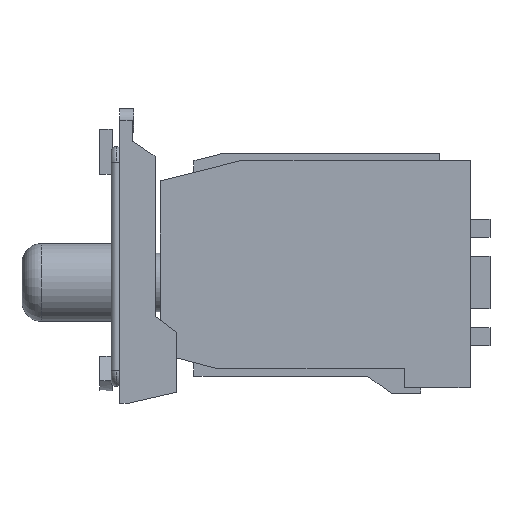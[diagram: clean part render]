
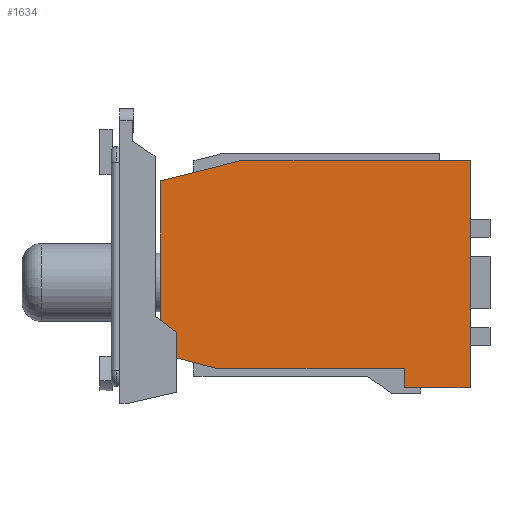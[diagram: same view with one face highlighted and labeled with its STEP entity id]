
A CAD part, front view. The second image highlights one B-rep face of the part: STEP entity #1634.
In plain terms, the highlighted planar face has unit normal (0, -1, 0).
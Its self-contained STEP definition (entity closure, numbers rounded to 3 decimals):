
#1032=CARTESIAN_POINT('POINT3799',(17.249,
   -14.776,17.195));
#1033=VERTEX_POINT('VERTEX3799',#1032);
#1040=CARTESIAN_POINT('POINT3800',(49.408,-14.776,
   17.195));
#1041=VERTEX_POINT('VERTEX3800',#1040);
#1042=CARTESIAN_POINT('POS6152',(17.249,-14.776,
   17.195));
#1043=DIRECTION('DIR8488',(1.,0.,
   0.));
#1044=VECTOR('VEC3816',#1043,25.4);
#1045=LINE('STRAIGHT3816',#1042,#1044);
#1046=EDGE_CURVE('EDGE5794',#1033,#1041,#1045,.T.);
#1109=CARTESIAN_POINT('POINT3804',(49.408,-14.776,
   -14.805));
#1110=VERTEX_POINT('VERTEX3804',#1109);
#1111=CARTESIAN_POINT('POS6157',(49.408,-14.776,
   17.195));
#1112=DIRECTION('DIR8494',(0.,0.
   ,-1.));
#1113=VECTOR('VEC3820',#1112,25.4);
#1114=LINE('STRAIGHT3820',#1111,#1113);
#1115=EDGE_CURVE('EDGE5799',#1041,#1110,#1114,.T.);
#1145=CARTESIAN_POINT('POINT3805',(40.127,
   -14.776,-14.805));
#1146=VERTEX_POINT('VERTEX3805',#1145);
#1147=CARTESIAN_POINT('POS6162',(49.408,-14.776,
   -14.805));
#1148=DIRECTION('DIR8500',(-1.,0.,
   0.));
#1149=VECTOR('VEC3824',#1148,25.4);
#1150=LINE('STRAIGHT3824',#1147,#1149);
#1151=EDGE_CURVE('EDGE5803',#1110,#1146,#1150,.T.);
#1181=CARTESIAN_POINT('POINT3808',(40.127,
   -14.776,-12.083));
#1182=VERTEX_POINT('VERTEX3808',#1181);
#1183=CARTESIAN_POINT('POS6166',(40.127,-14.776,
   -14.805));
#1184=DIRECTION('DIR8505',(0.,0.,
   1.));
#1185=VECTOR('VEC3827',#1184,25.4);
#1186=LINE('STRAIGHT3827',#1183,#1185);
#1187=EDGE_CURVE('EDGE5807',#1146,#1182,#1186,.T.);
#1355=CARTESIAN_POINT('POINT3823',(5.72,
   -14.776,14.322));
#1356=VERTEX_POINT('VERTEX3823',#1355);
#1363=CARTESIAN_POINT('POS6185',(5.72,-14.776,
   14.322));
#1364=DIRECTION('DIR8531',(0.97,0.,
   0.242));
#1365=VECTOR('VEC3839',#1364,25.4);
#1366=LINE('STRAIGHT3839',#1363,#1365);
#1367=EDGE_CURVE('EDGE5827',#1356,#1033,#1366,.T.);
#1387=CARTESIAN_POINT('POINT3825',(13.553,
   -14.776,-12.083));
#1388=VERTEX_POINT('VERTEX3825',#1387);
#1389=CARTESIAN_POINT('POS6188',(40.127,-14.776,
   -12.083));
#1390=DIRECTION('DIR8535',(-1.,0.,
   0.));
#1391=VECTOR('VEC3841',#1390,25.4);
#1392=LINE('STRAIGHT3841',#1389,#1391);
#1393=EDGE_CURVE('EDGE5829',#1182,#1388,#1392,.T.);
#1591=CARTESIAN_POINT('POINT3841',(8.,
   -14.776,-7.018));
#1592=VERTEX_POINT('VERTEX3841',#1591);
#1593=CARTESIAN_POINT('POINT3842',(8.,
   -14.776,-10.62));
#1594=VERTEX_POINT('VERTEX3842',#1593);
#1595=CARTESIAN_POINT('POS6207',(8.,-14.776,
   -2.672));
#1596=DIRECTION('DIR8558',(0.,0.
   ,-1.));
#1597=VECTOR('VEC3856',#1596,25.4);
#1598=LINE('STRAIGHT3856',#1595,#1597);
#1599=EDGE_CURVE('EDGE5851',#1592,#1594,#1598,.T.);
#1600=ORIENTED_EDGE('COEDGE11664',*,*,#1599,.T.);
#1601=CARTESIAN_POINT('POS6208',(13.553,-14.776,
   -12.083));
#1602=DIRECTION('DIR8559',(-0.967,0.
   ,0.255));
#1603=VECTOR('VEC3857',#1602,25.4);
#1604=LINE('STRAIGHT3857',#1601,#1603);
#1605=EDGE_CURVE('EDGE5852',#1388,#1594,#1604,.T.);
#1606=ORIENTED_EDGE('COEDGE11665',*,*,#1605,.F.);
#1607=ORIENTED_EDGE('COEDGE11666',*,*,#1393,.F.);
#1608=ORIENTED_EDGE('COEDGE11667',*,*,#1187,.F.);
#1609=ORIENTED_EDGE('COEDGE11668',*,*,#1151,.F.);
#1610=ORIENTED_EDGE('COEDGE11669',*,*,#1115,.F.);
#1611=ORIENTED_EDGE('COEDGE11670',*,*,#1046,.F.);
#1612=ORIENTED_EDGE('COEDGE11671',*,*,#1367,.F.);
#1613=CARTESIAN_POINT('POINT3843',(5.72,
   -14.776,-5.321));
#1614=VERTEX_POINT('VERTEX3843',#1613);
#1615=CARTESIAN_POINT('POS6209',(5.72,-14.776,
   -10.02));
#1616=DIRECTION('DIR8560',(0.,0.,
   1.));
#1617=VECTOR('VEC3858',#1616,25.4);
#1618=LINE('STRAIGHT3858',#1615,#1617);
#1619=EDGE_CURVE('EDGE5853',#1614,#1356,#1618,.T.);
#1620=ORIENTED_EDGE('COEDGE11672',*,*,#1619,.F.);
#1621=CARTESIAN_POINT('POS6210',(11.131,-14.776,
   -9.349));
#1622=DIRECTION('DIR8561',(0.802,0.,
   -0.597));
#1623=VECTOR('VEC3859',#1622,25.4);
#1624=LINE('STRAIGHT3859',#1621,#1623);
#1625=EDGE_CURVE('EDGE5854',#1614,#1592,#1624,.T.);
#1626=ORIENTED_EDGE('COEDGE11673',*,*,#1625,.T.);
#1627=EDGE_LOOP('NONE',(#1600,#1606,#1607,#1608,#1609,#1610,#1611,#1612,
   #1620,#1626));
#1628=FACE_BOUND('LOOP1',#1627,.T.);
#1629=CARTESIAN_POINT('POS6211',(28.863,-14.776,
   1.674));
#1630=DIRECTION('DIR8562',(0.,1.,
   0.));
#1631=DIRECTION('DIR8563',(1.,0.,
   0.));
#1632=AXIS2_PLACEMENT_3D('AXIS2352',#1629,#1630,#1631);
#1633=PLANE('PLANE1204',#1632);
#1634=ADVANCED_FACE('FACE2049',(#1628),#1633,.F.);
